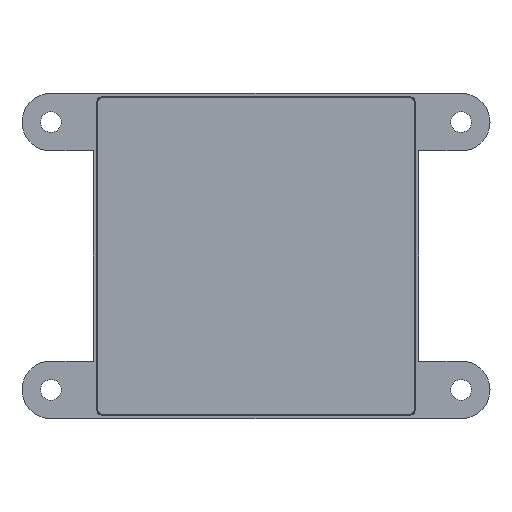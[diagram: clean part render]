
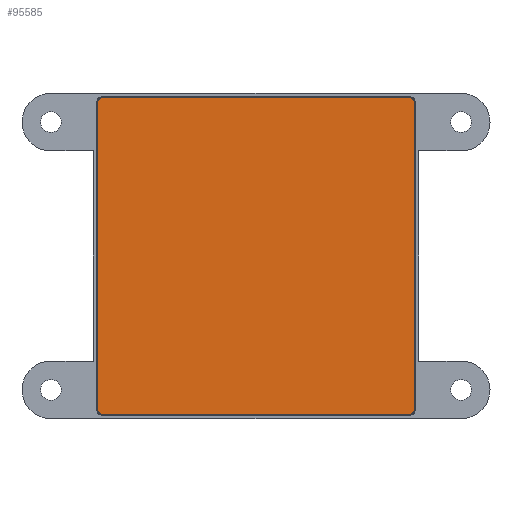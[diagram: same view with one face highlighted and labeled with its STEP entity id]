
A CAD part, front view. The second image highlights one B-rep face of the part: STEP entity #95585.
In plain terms, the highlighted planar face has unit normal (0, -1, 0).
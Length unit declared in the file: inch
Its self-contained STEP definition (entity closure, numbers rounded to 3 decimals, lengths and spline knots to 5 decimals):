
#320 = EDGE_CURVE ( 'NONE', #88104, #16931, #123326, .T. ) ;
#701 = DIRECTION ( 'NONE',  ( 0., 0., 1. ) ) ;
#1201 = DIRECTION ( 'NONE',  ( 0., 0., 1. ) ) ;
#13413 = ORIENTED_EDGE ( 'NONE', *, *, #320, .T. ) ;
#14590 = CARTESIAN_POINT ( 'NONE',  ( 1.07, 0., -1.03801 ) ) ;
#16729 = VERTEX_POINT ( 'NONE', #38998 ) ;
#16931 = VERTEX_POINT ( 'NONE', #133994 ) ;
#26288 = EDGE_CURVE ( 'NONE', #108641, #16729, #79955, .T. ) ;
#26770 = CARTESIAN_POINT ( 'NONE',  ( -1.03801, 0., 1.07 ) ) ;
#29327 = PLANE ( 'NONE',  #44646 ) ;
#30631 = CARTESIAN_POINT ( 'NONE',  ( -1.07, 0., -1.05675 ) ) ;
#33611 = LINE ( 'NONE', #49892, #83909 ) ;
#35891 = EDGE_CURVE ( 'NONE', #130922, #131938, #33611, .T. ) ;
#38905 = ORIENTED_EDGE ( 'NONE', *, *, #26288, .T. ) ;
#38998 = CARTESIAN_POINT ( 'NONE',  ( 1.03801, 0., 1.07 ) ) ;
#40350 = CARTESIAN_POINT ( 'NONE',  ( 1.07, 0., 1.03801 ) ) ;
#42201 = CARTESIAN_POINT ( 'NONE',  ( 1.07, 0., 1.05675 ) ) ;
#43326 = CARTESIAN_POINT ( 'NONE',  ( -1.07, 0., 1.07 ) ) ;
#44646 = AXIS2_PLACEMENT_3D ( 'NONE', #43326, #142850, #701 ) ;
#45263 = LINE ( 'NONE', #161874, #106482 ) ;
#49892 = CARTESIAN_POINT ( 'NONE',  ( -1.07, 0., -1.07 ) ) ;
#53555 = EDGE_CURVE ( 'NONE', #88104, #16729, #45263, .T. ) ;
#63347 = ORIENTED_EDGE ( 'NONE', *, *, #53555, .F. ) ;
#67386 = CARTESIAN_POINT ( 'NONE',  ( -1.07, 0., -1.03801 ) ) ;
#67930 = CARTESIAN_POINT ( 'NONE',  ( 1.07, 0., 1.03801 ) ) ;
#75468 = EDGE_CURVE ( 'NONE', #88776, #16931, #129398, .T. ) ;
#76636 = CARTESIAN_POINT ( 'NONE',  ( -1.07, 0., 1.05675 ) ) ;
#79955 =( BOUNDED_CURVE ( )  B_SPLINE_CURVE ( 3, ( #67930, #42201, #166742, #82646 ),
 .UNSPECIFIED., .F., .F. ) 
 B_SPLINE_CURVE_WITH_KNOTS ( ( 4, 4 ),
 ( 5.49813, 7.06824 ),
 .UNSPECIFIED. ) 
 CURVE ( )  GEOMETRIC_REPRESENTATION_ITEM ( )  RATIONAL_B_SPLINE_CURVE ( ( 1., 0.805, 0.805, 1. ) ) 
 REPRESENTATION_ITEM ( '' )  );
#81641 = EDGE_CURVE ( 'NONE', #88776, #131938, #146220, .T. ) ;
#82646 = CARTESIAN_POINT ( 'NONE',  ( 1.03801, 0., 1.07 ) ) ;
#83909 = VECTOR ( 'NONE', #107346, 39.37008 ) ;
#88104 = VERTEX_POINT ( 'NONE', #26770 ) ;
#88776 = VERTEX_POINT ( 'NONE', #67386 ) ;
#90111 = ORIENTED_EDGE ( 'NONE', *, *, #81641, .T. ) ;
#90651 = LINE ( 'NONE', #148366, #125497 ) ;
#90684 = CARTESIAN_POINT ( 'NONE',  ( -1.07, 0., 1.03801 ) ) ;
#95585 = ADVANCED_FACE ( 'NONE', ( #127980 ), #29327, .F. ) ;
#99729 =( BOUNDED_CURVE ( )  B_SPLINE_CURVE ( 3, ( #100916, #101528, #173467, #115570 ),
 .UNSPECIFIED., .F., .F. ) 
 B_SPLINE_CURVE_WITH_KNOTS ( ( 4, 4 ),
 ( 5.49813, 7.06824 ),
 .UNSPECIFIED. ) 
 CURVE ( )  GEOMETRIC_REPRESENTATION_ITEM ( )  RATIONAL_B_SPLINE_CURVE ( ( 1., 0.805, 0.805, 1. ) ) 
 REPRESENTATION_ITEM ( '' )  );
#100916 = CARTESIAN_POINT ( 'NONE',  ( 1.03801, 0., -1.07 ) ) ;
#101528 = CARTESIAN_POINT ( 'NONE',  ( 1.05675, 0., -1.07 ) ) ;
#103444 = CARTESIAN_POINT ( 'NONE',  ( -1.03801, 0., -1.07 ) ) ;
#106280 = ORIENTED_EDGE ( 'NONE', *, *, #111904, .F. ) ;
#106482 = VECTOR ( 'NONE', #134441, 39.37008 ) ;
#107346 = DIRECTION ( 'NONE',  ( -1., 0., 0. ) ) ;
#107613 = VERTEX_POINT ( 'NONE', #14590 ) ;
#108641 = VERTEX_POINT ( 'NONE', #40350 ) ;
#111692 = CARTESIAN_POINT ( 'NONE',  ( -1.07, 0., -1.07 ) ) ;
#111904 = EDGE_CURVE ( 'NONE', #108641, #107613, #90651, .T. ) ;
#115570 = CARTESIAN_POINT ( 'NONE',  ( 1.07, 0., -1.03801 ) ) ;
#120904 = ORIENTED_EDGE ( 'NONE', *, *, #75468, .F. ) ;
#123326 =( BOUNDED_CURVE ( )  B_SPLINE_CURVE ( 3, ( #173674, #160232, #76636, #90684 ),
 .UNSPECIFIED., .F., .T. ) 
 B_SPLINE_CURVE_WITH_KNOTS ( ( 4, 4 ),
 ( 5.49813, 7.06824 ),
 .UNSPECIFIED. ) 
 CURVE ( )  GEOMETRIC_REPRESENTATION_ITEM ( )  RATIONAL_B_SPLINE_CURVE ( ( 1., 0.805, 0.805, 1. ) ) 
 REPRESENTATION_ITEM ( '' )  );
#124070 = EDGE_CURVE ( 'NONE', #130922, #107613, #99729, .T. ) ;
#125057 = VECTOR ( 'NONE', #1201, 39.37008 ) ;
#125497 = VECTOR ( 'NONE', #164804, 39.37008 ) ;
#127980 = FACE_OUTER_BOUND ( 'NONE', #149653, .T. ) ;
#129398 = LINE ( 'NONE', #111692, #125057 ) ;
#130922 = VERTEX_POINT ( 'NONE', #152123 ) ;
#131938 = VERTEX_POINT ( 'NONE', #103444 ) ;
#133994 = CARTESIAN_POINT ( 'NONE',  ( -1.07, 0., 1.03801 ) ) ;
#134441 = DIRECTION ( 'NONE',  ( 1., 0., 0. ) ) ;
#142343 = CARTESIAN_POINT ( 'NONE',  ( -1.07, 0., -1.03801 ) ) ;
#142850 = DIRECTION ( 'NONE',  ( 0., 1., 0. ) ) ;
#143541 = CARTESIAN_POINT ( 'NONE',  ( -1.05675, 0., -1.07 ) ) ;
#145137 = ORIENTED_EDGE ( 'NONE', *, *, #124070, .T. ) ;
#146220 =( BOUNDED_CURVE ( )  B_SPLINE_CURVE ( 3, ( #142343, #30631, #143541, #156953 ),
 .UNSPECIFIED., .F., .T. ) 
 B_SPLINE_CURVE_WITH_KNOTS ( ( 4, 4 ),
 ( 5.49813, 7.06824 ),
 .UNSPECIFIED. ) 
 CURVE ( )  GEOMETRIC_REPRESENTATION_ITEM ( )  RATIONAL_B_SPLINE_CURVE ( ( 1., 0.805, 0.805, 1. ) ) 
 REPRESENTATION_ITEM ( '' )  );
#148366 = CARTESIAN_POINT ( 'NONE',  ( 1.07, 0., -1.07 ) ) ;
#148915 = ORIENTED_EDGE ( 'NONE', *, *, #35891, .F. ) ;
#149653 = EDGE_LOOP ( 'NONE', ( #120904, #90111, #148915, #145137, #106280, #38905, #63347, #13413 ) ) ;
#152123 = CARTESIAN_POINT ( 'NONE',  ( 1.03801, 0., -1.07 ) ) ;
#156953 = CARTESIAN_POINT ( 'NONE',  ( -1.03801, 0., -1.07 ) ) ;
#160232 = CARTESIAN_POINT ( 'NONE',  ( -1.05675, 0., 1.07 ) ) ;
#161874 = CARTESIAN_POINT ( 'NONE',  ( -1.07, 0., 1.07 ) ) ;
#164804 = DIRECTION ( 'NONE',  ( 0., 0., -1. ) ) ;
#166742 = CARTESIAN_POINT ( 'NONE',  ( 1.05675, 0., 1.07 ) ) ;
#173467 = CARTESIAN_POINT ( 'NONE',  ( 1.07, 0., -1.05675 ) ) ;
#173674 = CARTESIAN_POINT ( 'NONE',  ( -1.03801, 0., 1.07 ) ) ;
